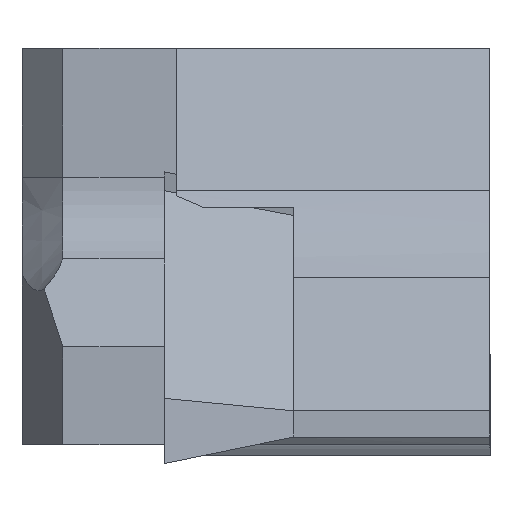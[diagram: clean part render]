
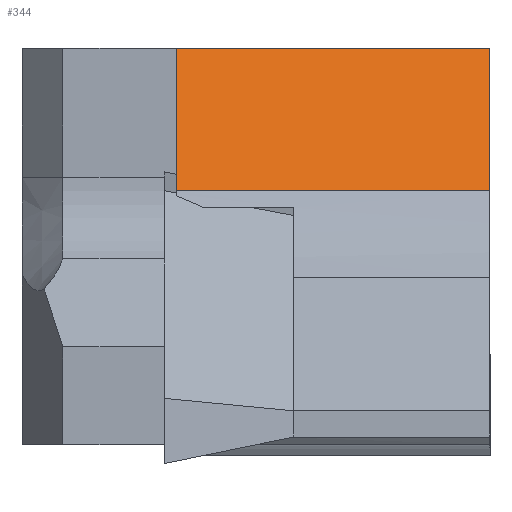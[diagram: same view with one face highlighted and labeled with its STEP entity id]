
A CAD part, left-side view. The second image highlights one B-rep face of the part: STEP entity #344.
In plain terms, the highlighted planar face has unit normal (-0.616, 0, 0.788).
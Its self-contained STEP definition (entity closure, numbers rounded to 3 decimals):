
#23 = DIRECTION ( 'NONE',  ( -0.788, 0., -0.616 ) ) ;
#118 = CARTESIAN_POINT ( 'NONE',  ( 6.557, 126.021, -13.498 ) ) ;
#125 = ORIENTED_EDGE ( 'NONE', *, *, #1752, .T. ) ;
#234 = CARTESIAN_POINT ( 'NONE',  ( 11.034, -8., -10. ) ) ;
#291 = CARTESIAN_POINT ( 'NONE',  ( 16.5, -0.3, -5.729 ) ) ;
#336 = DIRECTION ( 'NONE',  ( -0.788, 0., -0.616 ) ) ;
#344 = ADVANCED_FACE ( 'NONE', ( #1521 ), #1269, .F. ) ;
#716 = LINE ( 'NONE', #118, #1081 ) ;
#756 = AXIS2_PLACEMENT_3D ( 'NONE', #791, #896, #1222 ) ;
#791 = CARTESIAN_POINT ( 'NONE',  ( 16.5, 126.021, -5.729 ) ) ;
#853 = EDGE_LOOP ( 'NONE', ( #1864, #125, #984, #1885 ) ) ;
#896 = DIRECTION ( 'NONE',  ( 0.616, 0., -0.788 ) ) ;
#925 = VECTOR ( 'NONE', #336, 1000. ) ;
#929 = VERTEX_POINT ( 'NONE', #1829 ) ;
#941 = CARTESIAN_POINT ( 'NONE',  ( -0.669, -8., -19.143 ) ) ;
#984 = ORIENTED_EDGE ( 'NONE', *, *, #1450, .F. ) ;
#998 = DIRECTION ( 'NONE',  ( 0., -1., 0. ) ) ;
#1064 = CARTESIAN_POINT ( 'NONE',  ( 6.557, -0.3, -13.498 ) ) ;
#1081 = VECTOR ( 'NONE', #998, 1000. ) ;
#1085 = CARTESIAN_POINT ( 'NONE',  ( 11.034, -8., -10. ) ) ;
#1111 = VECTOR ( 'NONE', #23, 1000. ) ;
#1165 = LINE ( 'NONE', #291, #1111 ) ;
#1222 = DIRECTION ( 'NONE',  ( 0.788, 0., 0.616 ) ) ;
#1252 = EDGE_CURVE ( 'NONE', #1634, #1566, #1165, .T. ) ;
#1269 = PLANE ( 'NONE',  #756 ) ;
#1324 = DIRECTION ( 'NONE',  ( 0., -1., 0. ) ) ;
#1450 = EDGE_CURVE ( 'NONE', #1861, #929, #1561, .T. ) ;
#1509 = VECTOR ( 'NONE', #1324, 1000. ) ;
#1521 = FACE_OUTER_BOUND ( 'NONE', #853, .T. ) ;
#1561 = LINE ( 'NONE', #941, #925 ) ;
#1566 = VERTEX_POINT ( 'NONE', #1064 ) ;
#1634 = VERTEX_POINT ( 'NONE', #1821 ) ;
#1752 = EDGE_CURVE ( 'NONE', #1566, #929, #716, .T. ) ;
#1796 = LINE ( 'NONE', #234, #1509 ) ;
#1806 = EDGE_CURVE ( 'NONE', #1634, #1861, #1796, .T. ) ;
#1821 = CARTESIAN_POINT ( 'NONE',  ( 11.034, -0.3, -10. ) ) ;
#1829 = CARTESIAN_POINT ( 'NONE',  ( 6.557, -8., -13.498 ) ) ;
#1861 = VERTEX_POINT ( 'NONE', #1085 ) ;
#1864 = ORIENTED_EDGE ( 'NONE', *, *, #1252, .T. ) ;
#1885 = ORIENTED_EDGE ( 'NONE', *, *, #1806, .F. ) ;
